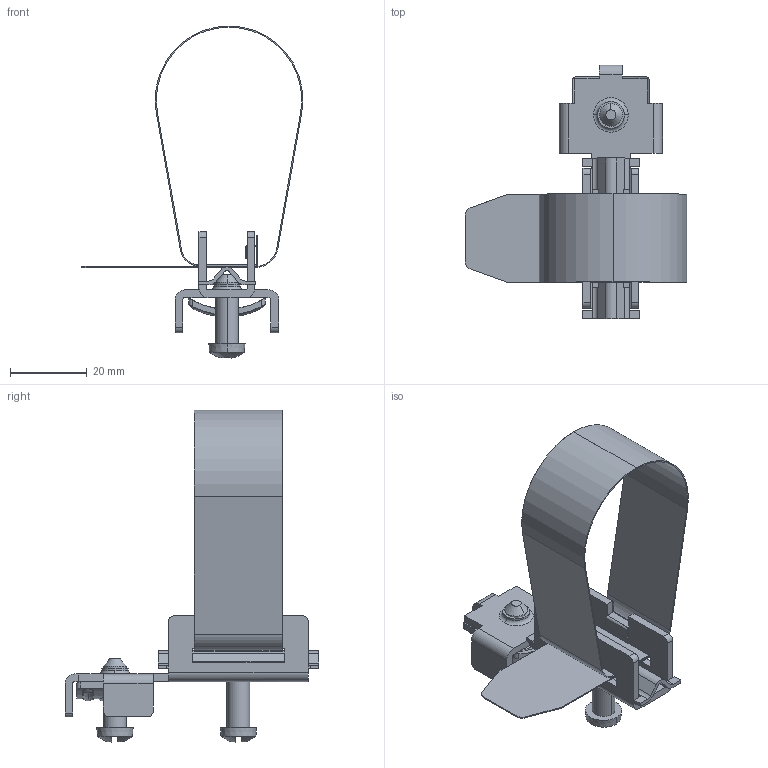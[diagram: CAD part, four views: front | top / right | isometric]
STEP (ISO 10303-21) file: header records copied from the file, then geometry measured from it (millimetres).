
FILE_DESCRIPTION (( 'STEP AP214' ), '1' );
FILE_NAME ('5057523.stp', '2017-08-09T08:21:42', ( '' ), ( '' ), 'SwSTEP 2.0', 'SolidWorks 2016', '' );
FILE_SCHEMA (( 'AUTOMOTIVE_DESIGN' ));
Length unit declared in the file: millimetre
Products named in the file (10): Lemez_Standard; Schellenkörper_Standard; Druckschraube; Druckstueck; Klemmplatte; Druckschraube.1; 5057523
Assembly tree (10 placements, depth 3):
  5057523
    Druckschraube.1
      Druckschraube
    Klemmplatte
      Klemmplatte
    Druckstueck
      Druckstueck
    Druckschraube
      Druckschraube
    Schellenkörper_Standard
    Lemez_Standard
Bounding box: 57.94 x 66.25 x 86.72 mm (x, y, z)
Volume: 8300.7 mm3; surface area: 18857.5 mm2
Topology: 6 solids, 6 shells, 699 faces, 1915 edges, 1252 vertices
Faces by surface type: plane 509, cylinder 93, bspline 63, cone 28, torus 6
Entity records: 27428 total; most frequent: CARTESIAN_POINT 9138, ORIENTED_EDGE 3526, DIRECTION 3156, EDGE_CURVE 1763, VECTOR 1358, LINE 1358, VERTEX_POINT 1158, AXIS2_PLACEMENT_3D 899
